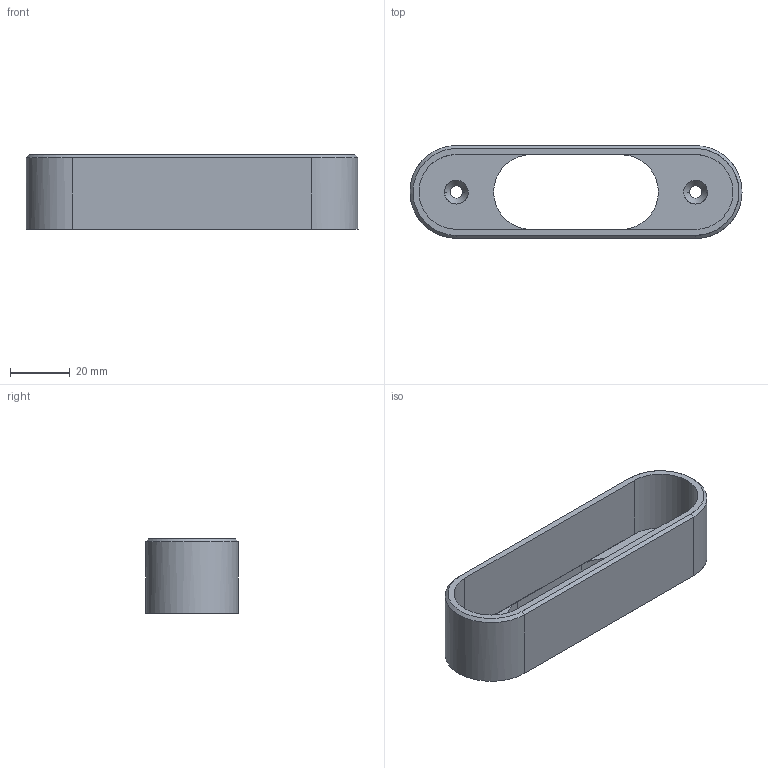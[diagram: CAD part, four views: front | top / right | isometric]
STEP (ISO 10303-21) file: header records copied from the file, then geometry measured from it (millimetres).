
FILE_DESCRIPTION(/* description */ (''),/* implementation_level */ '2;1');
FILE_NAME(/* name */ 'ECUBIER',/* time_stamp */ '2020-07-29T23:30:17+02:00',/* author */ (''),/* organization */ (''),/* preprocessor_version */ 'ST-DEVELOPER v15',/* originating_system */ '',/* authorisation */ '');
FILE_SCHEMA (('AUTOMOTIVE_DESIGN'));
Length unit declared in the file: millimetre
Products named in the file (1): Document
Bounding box: 111 x 31 x 25 mm (x, y, z)
Surface area: 15944.4 mm2 (no closed solid volume)
Topology: 0 solids, 20 shells, 32 faces, 124 edges, 106 vertices
Faces by surface type: bspline 23, plane 9
Entity records: 2352 total; most frequent: CARTESIAN_POINT 1674, ORIENTED_EDGE 142, EDGE_CURVE 124, VERTEX_POINT 106, B_SPLINE_CURVE_WITH_KNOTS 76, EDGE_LOOP 38, ADVANCED_FACE 32, FACE_OUTER_BOUND 32
